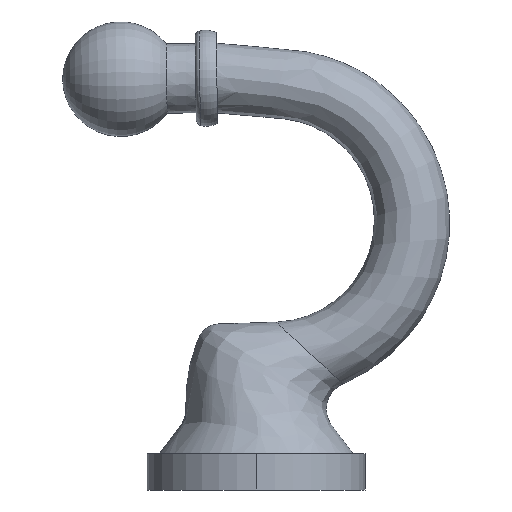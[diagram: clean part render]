
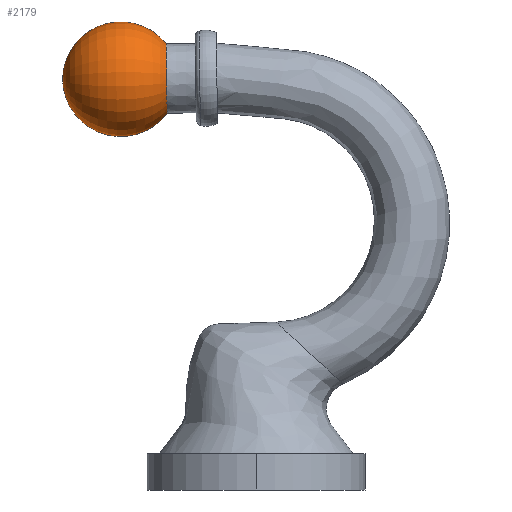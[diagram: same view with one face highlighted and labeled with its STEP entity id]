
A CAD part, left-side view. The second image highlights one B-rep face of the part: STEP entity #2179.
In plain terms, the highlighted toroidal (fillet/blend) face has major radius 0.062 mm and minor radius 5.25 mm.
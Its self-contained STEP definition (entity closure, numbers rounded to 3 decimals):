
#109 = ORIENTED_EDGE ( 'NONE', *, *, #773, .T. ) ;
#215 = FACE_OUTER_BOUND ( 'NONE', #1026, .T. ) ;
#239 = AXIS2_PLACEMENT_3D ( 'NONE', #1519, #977, #2054 ) ;
#365 = CIRCLE ( 'NONE', #446, 5.25 ) ;
#384 = CARTESIAN_POINT ( 'NONE',  ( 0., 17.94, 37.197 ) ) ;
#415 = EDGE_CURVE ( 'NONE', #1774, #1641, #1502, .T. ) ;
#446 = AXIS2_PLACEMENT_3D ( 'NONE', #1181, #1005, #1551 ) ;
#514 = CARTESIAN_POINT ( 'NONE',  ( 0., 17.977, 40.335 ) ) ;
#567 = TOROIDAL_SURFACE ( 'NONE', #1087, -0.062, 5.25 ) ;
#773 = EDGE_CURVE ( 'NONE', #1774, #2034, #365, .T. ) ;
#829 = CARTESIAN_POINT ( 'NONE',  ( 0., 17.903, 34.058 ) ) ;
#883 = CARTESIAN_POINT ( 'NONE',  ( 0., 27.35, 37.085 ) ) ;
#943 = CARTESIAN_POINT ( 'NONE',  ( 0., 22.101, 37.148 ) ) ;
#977 = DIRECTION ( 'NONE',  ( 1., 0., 0. ) ) ;
#1005 = DIRECTION ( 'NONE',  ( -1., 0., 0. ) ) ;
#1026 = EDGE_LOOP ( 'NONE', ( #1590, #109, #2052 ) ) ;
#1043 = CIRCLE ( 'NONE', #2128, 3.139 ) ;
#1087 = AXIS2_PLACEMENT_3D ( 'NONE', #943, #1637, #1460 ) ;
#1092 = DIRECTION ( 'NONE',  ( 0., -1., 0.012 ) ) ;
#1181 = CARTESIAN_POINT ( 'NONE',  ( 0., 22.101, 37.21 ) ) ;
#1460 = DIRECTION ( 'NONE',  ( 0., 0.012, 1. ) ) ;
#1502 = CIRCLE ( 'NONE', #239, 5.25 ) ;
#1519 = CARTESIAN_POINT ( 'NONE',  ( 0., 22.1, 37.085 ) ) ;
#1551 = DIRECTION ( 'NONE',  ( 0., 0., 1. ) ) ;
#1590 = ORIENTED_EDGE ( 'NONE', *, *, #415, .F. ) ;
#1637 = DIRECTION ( 'NONE',  ( 0., -1., 0.012 ) ) ;
#1641 = VERTEX_POINT ( 'NONE', #514 ) ;
#1774 = VERTEX_POINT ( 'NONE', #883 ) ;
#1886 = EDGE_CURVE ( 'NONE', #1641, #2034, #1043, .T. ) ;
#2034 = VERTEX_POINT ( 'NONE', #829 ) ;
#2052 = ORIENTED_EDGE ( 'NONE', *, *, #1886, .F. ) ;
#2054 = DIRECTION ( 'NONE',  ( 0., 0., -1. ) ) ;
#2128 = AXIS2_PLACEMENT_3D ( 'NONE', #384, #1092, #2138 ) ;
#2138 = DIRECTION ( 'NONE',  ( 0., 0.012, 1. ) ) ;
#2179 = ADVANCED_FACE ( 'NONE', ( #215 ), #567, .T. ) ;
